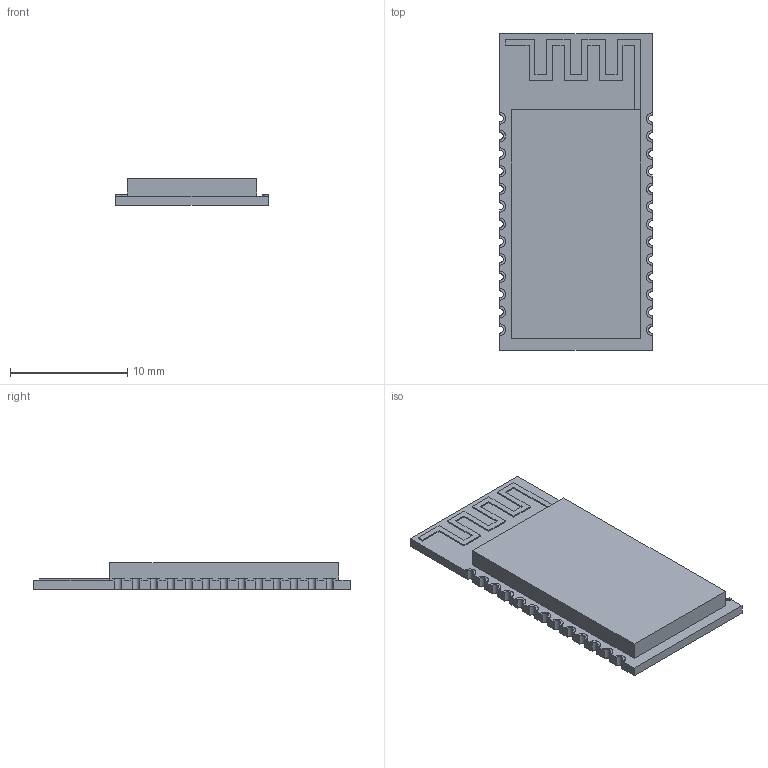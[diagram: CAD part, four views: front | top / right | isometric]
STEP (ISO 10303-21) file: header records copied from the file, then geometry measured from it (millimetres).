
FILE_DESCRIPTION( ( 'Unknown' ), '1' );
FILE_NAME( 'MODULE_DX-BT20.step', 'Unknown', ( 'Unknown' ), ( 'Unknown' ), 'PSStep 15.0.49', 'Unknown', ' ' );
FILE_SCHEMA( ( 'AUTOMOTIVE_DESIGN { 1 0 10303 214 1 1 1 1 }' ) );
Length unit declared in the file: millimetre
Products named in the file (1): 1
Bounding box: 13 x 27 x 2.3 mm (x, y, z)
Volume: 602 mm3; surface area: 871.8 mm2
Topology: 1 solids, 1 shells, 144 faces, 423 edges, 282 vertices
Faces by surface type: plane 92, cylinder 52
Entity records: 5959 total; most frequent: CARTESIAN_POINT 850, ORIENTED_EDGE 846, DIRECTION 817, EDGE_CURVE 423, LINE 319, VECTOR 319, VERTEX_POINT 282, AXIS2_PLACEMENT_3D 249
